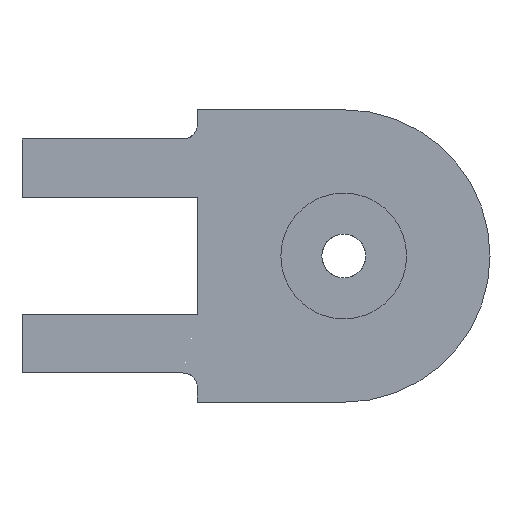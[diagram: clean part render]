
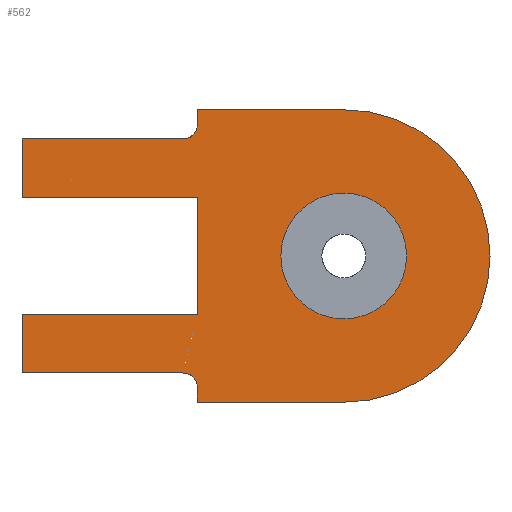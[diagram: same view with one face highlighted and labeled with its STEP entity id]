
A CAD part, front view. The second image highlights one B-rep face of the part: STEP entity #562.
In plain terms, the highlighted planar face has unit normal (0, -1, 0).
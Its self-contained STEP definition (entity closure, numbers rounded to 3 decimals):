
#20 = VECTOR ( 'NONE', #1344, 1000. ) ;
#24 = VECTOR ( 'NONE', #1690, 1000. ) ;
#56 = DIRECTION ( 'NONE',  ( 0., 1., 0. ) ) ;
#57 = CARTESIAN_POINT ( 'NONE',  ( -110., 0., -40. ) ) ;
#79 = CARTESIAN_POINT ( 'NONE',  ( 0., 0., 50. ) ) ;
#80 = EDGE_CURVE ( 'NONE', #1963, #505, #1618, .T. ) ;
#88 = ORIENTED_EDGE ( 'NONE', *, *, #1391, .F. ) ;
#89 = EDGE_LOOP ( 'NONE', ( #2025, #1967 ) ) ;
#103 = CARTESIAN_POINT ( 'NONE',  ( 0., 0., -21.5 ) ) ;
#116 = LINE ( 'NONE', #779, #237 ) ;
#133 = CARTESIAN_POINT ( 'NONE',  ( 0., 0., -50. ) ) ;
#149 = DIRECTION ( 'NONE',  ( 0., 1., 0. ) ) ;
#165 = CARTESIAN_POINT ( 'NONE',  ( 0., 0., 0. ) ) ;
#190 = AXIS2_PLACEMENT_3D ( 'NONE', #740, #56, #1565 ) ;
#234 = CARTESIAN_POINT ( 'NONE',  ( 0., 0., 21.5 ) ) ;
#237 = VECTOR ( 'NONE', #1760, 1000. ) ;
#274 = ORIENTED_EDGE ( 'NONE', *, *, #2032, .F. ) ;
#285 = DIRECTION ( 'NONE',  ( 1., 0., 0. ) ) ;
#289 = CARTESIAN_POINT ( 'NONE',  ( -55., 0., -40. ) ) ;
#309 = DIRECTION ( 'NONE',  ( 1., 0., 0. ) ) ;
#324 = VERTEX_POINT ( 'NONE', #234 ) ;
#325 = DIRECTION ( 'NONE',  ( 0., -1., 0. ) ) ;
#345 = DIRECTION ( 'NONE',  ( 0., 0., -1. ) ) ;
#350 = CARTESIAN_POINT ( 'NONE',  ( -50., 0., 45. ) ) ;
#394 = DIRECTION ( 'NONE',  ( 0., -1., 0. ) ) ;
#396 = LINE ( 'NONE', #1985, #24 ) ;
#399 = CARTESIAN_POINT ( 'NONE',  ( -110., 0., -40. ) ) ;
#400 = EDGE_CURVE ( 'NONE', #505, #1632, #1388, .T. ) ;
#411 = DIRECTION ( 'NONE',  ( 1., 0., 0. ) ) ;
#444 = VECTOR ( 'NONE', #285, 1000. ) ;
#450 = FACE_BOUND ( 'NONE', #89, .T. ) ;
#493 = ORIENTED_EDGE ( 'NONE', *, *, #1463, .F. ) ;
#495 = VERTEX_POINT ( 'NONE', #1293 ) ;
#505 = VERTEX_POINT ( 'NONE', #289 ) ;
#522 = ORIENTED_EDGE ( 'NONE', *, *, #1814, .F. ) ;
#556 = DIRECTION ( 'NONE',  ( 0., 0., 1. ) ) ;
#562 = ADVANCED_FACE ( 'NONE', ( #450, #1764 ), #1315, .F. ) ;
#604 = CARTESIAN_POINT ( 'NONE',  ( -50., 0., 50. ) ) ;
#615 = ORIENTED_EDGE ( 'NONE', *, *, #1239, .F. ) ;
#618 = AXIS2_PLACEMENT_3D ( 'NONE', #1493, #1224, #1591 ) ;
#650 = AXIS2_PLACEMENT_3D ( 'NONE', #1072, #394, #1567 ) ;
#657 = DIRECTION ( 'NONE',  ( 0., 0., 1. ) ) ;
#694 = ORIENTED_EDGE ( 'NONE', *, *, #1623, .T. ) ;
#717 = CARTESIAN_POINT ( 'NONE',  ( -50., 0., 20. ) ) ;
#727 = AXIS2_PLACEMENT_3D ( 'NONE', #1019, #149, #2128 ) ;
#735 = VERTEX_POINT ( 'NONE', #717 ) ;
#740 = CARTESIAN_POINT ( 'NONE',  ( -55., 0., -45. ) ) ;
#779 = CARTESIAN_POINT ( 'NONE',  ( -50., 0., -50. ) ) ;
#797 = DIRECTION ( 'NONE',  ( 0., 1., 0. ) ) ;
#800 = EDGE_CURVE ( 'NONE', #1963, #1259, #1874, .T. ) ;
#818 = DIRECTION ( 'NONE',  ( 0., 0., 1. ) ) ;
#825 = AXIS2_PLACEMENT_3D ( 'NONE', #165, #797, #657 ) ;
#851 = LINE ( 'NONE', #1040, #1713 ) ;
#879 = CARTESIAN_POINT ( 'NONE',  ( -110., 0., -20. ) ) ;
#907 = LINE ( 'NONE', #1560, #444 ) ;
#916 = CARTESIAN_POINT ( 'NONE',  ( -110., 0., -20. ) ) ;
#929 = CIRCLE ( 'NONE', #618, 5. ) ;
#950 = VECTOR ( 'NONE', #309, 1000. ) ;
#975 = ORIENTED_EDGE ( 'NONE', *, *, #1025, .T. ) ;
#989 = EDGE_CURVE ( 'NONE', #2036, #324, #1127, .T. ) ;
#993 = CARTESIAN_POINT ( 'NONE',  ( -110., 0., 20. ) ) ;
#1019 = CARTESIAN_POINT ( 'NONE',  ( 0., 0., 0. ) ) ;
#1025 = EDGE_CURVE ( 'NONE', #1314, #735, #1150, .T. ) ;
#1040 = CARTESIAN_POINT ( 'NONE',  ( -50., 0., -50. ) ) ;
#1057 = DIRECTION ( 'NONE',  ( -1., 0., 0. ) ) ;
#1072 = CARTESIAN_POINT ( 'NONE',  ( 0., 0., 0. ) ) ;
#1085 = EDGE_CURVE ( 'NONE', #1259, #495, #1208, .T. ) ;
#1110 = ORIENTED_EDGE ( 'NONE', *, *, #1324, .F. ) ;
#1127 = CIRCLE ( 'NONE', #1197, 21.5 ) ;
#1142 = CARTESIAN_POINT ( 'NONE',  ( -110., 0., 20. ) ) ;
#1150 = LINE ( 'NONE', #1142, #1265 ) ;
#1197 = AXIS2_PLACEMENT_3D ( 'NONE', #1291, #325, #345 ) ;
#1205 = EDGE_CURVE ( 'NONE', #1657, #1720, #1226, .T. ) ;
#1208 = LINE ( 'NONE', #879, #20 ) ;
#1224 = DIRECTION ( 'NONE',  ( 0., 1., 0. ) ) ;
#1226 = LINE ( 'NONE', #1881, #1230 ) ;
#1230 = VECTOR ( 'NONE', #411, 1000. ) ;
#1239 = EDGE_CURVE ( 'NONE', #1246, #1581, #907, .T. ) ;
#1246 = VERTEX_POINT ( 'NONE', #1731 ) ;
#1252 = ORIENTED_EDGE ( 'NONE', *, *, #1085, .F. ) ;
#1259 = VERTEX_POINT ( 'NONE', #916 ) ;
#1261 = ORIENTED_EDGE ( 'NONE', *, *, #800, .F. ) ;
#1265 = VECTOR ( 'NONE', #1831, 1000. ) ;
#1291 = CARTESIAN_POINT ( 'NONE',  ( 0., 0., 0. ) ) ;
#1292 = ORIENTED_EDGE ( 'NONE', *, *, #400, .T. ) ;
#1293 = CARTESIAN_POINT ( 'NONE',  ( -50., 0., -20. ) ) ;
#1314 = VERTEX_POINT ( 'NONE', #1891 ) ;
#1315 = PLANE ( 'NONE',  #727 ) ;
#1324 = EDGE_CURVE ( 'NONE', #1976, #1657, #116, .T. ) ;
#1342 = CARTESIAN_POINT ( 'NONE',  ( -55., 0., 40. ) ) ;
#1344 = DIRECTION ( 'NONE',  ( 1., 0., 0. ) ) ;
#1375 = ORIENTED_EDGE ( 'NONE', *, *, #1205, .F. ) ;
#1382 = VERTEX_POINT ( 'NONE', #1473 ) ;
#1388 = CIRCLE ( 'NONE', #190, 5. ) ;
#1391 = EDGE_CURVE ( 'NONE', #1314, #1246, #2102, .T. ) ;
#1400 = VECTOR ( 'NONE', #1414, 1000. ) ;
#1404 = CARTESIAN_POINT ( 'NONE',  ( -50., 0., -50. ) ) ;
#1414 = DIRECTION ( 'NONE',  ( 0., 0., 1. ) ) ;
#1425 = CARTESIAN_POINT ( 'NONE',  ( -110., 0., -40. ) ) ;
#1463 = EDGE_CURVE ( 'NONE', #1818, #1382, #851, .T. ) ;
#1473 = CARTESIAN_POINT ( 'NONE',  ( -50., 0., -50. ) ) ;
#1493 = CARTESIAN_POINT ( 'NONE',  ( -55., 0., 45. ) ) ;
#1509 = VECTOR ( 'NONE', #556, 1000. ) ;
#1560 = CARTESIAN_POINT ( 'NONE',  ( -110., 0., 40. ) ) ;
#1565 = DIRECTION ( 'NONE',  ( 0., 0., 1. ) ) ;
#1567 = DIRECTION ( 'NONE',  ( 0., 0., -1. ) ) ;
#1581 = VERTEX_POINT ( 'NONE', #1342 ) ;
#1585 = EDGE_CURVE ( 'NONE', #495, #735, #396, .T. ) ;
#1591 = DIRECTION ( 'NONE',  ( 0., 0., 1. ) ) ;
#1618 = LINE ( 'NONE', #1425, #950 ) ;
#1623 = EDGE_CURVE ( 'NONE', #1976, #1581, #929, .T. ) ;
#1632 = VERTEX_POINT ( 'NONE', #1880 ) ;
#1657 = VERTEX_POINT ( 'NONE', #604 ) ;
#1690 = DIRECTION ( 'NONE',  ( 0., 0., 1. ) ) ;
#1713 = VECTOR ( 'NONE', #1057, 1000. ) ;
#1720 = VERTEX_POINT ( 'NONE', #79 ) ;
#1731 = CARTESIAN_POINT ( 'NONE',  ( -110., 0., 40. ) ) ;
#1745 = CIRCLE ( 'NONE', #650, 21.5 ) ;
#1753 = CIRCLE ( 'NONE', #825, 50. ) ;
#1760 = DIRECTION ( 'NONE',  ( 0., 0., 1. ) ) ;
#1764 = FACE_OUTER_BOUND ( 'NONE', #1832, .T. ) ;
#1807 = ORIENTED_EDGE ( 'NONE', *, *, #80, .T. ) ;
#1814 = EDGE_CURVE ( 'NONE', #1720, #1818, #1753, .T. ) ;
#1818 = VERTEX_POINT ( 'NONE', #133 ) ;
#1831 = DIRECTION ( 'NONE',  ( 1., 0., 0. ) ) ;
#1832 = EDGE_LOOP ( 'NONE', ( #274, #493, #522, #1375, #1110, #694, #615, #88, #975, #2061, #1252, #1261, #1807, #1292 ) ) ;
#1836 = LINE ( 'NONE', #1404, #1400 ) ;
#1852 = VECTOR ( 'NONE', #818, 1000. ) ;
#1874 = LINE ( 'NONE', #399, #1509 ) ;
#1880 = CARTESIAN_POINT ( 'NONE',  ( -50., 0., -45. ) ) ;
#1881 = CARTESIAN_POINT ( 'NONE',  ( -50., 0., 50. ) ) ;
#1891 = CARTESIAN_POINT ( 'NONE',  ( -110., 0., 20. ) ) ;
#1963 = VERTEX_POINT ( 'NONE', #57 ) ;
#1967 = ORIENTED_EDGE ( 'NONE', *, *, #2120, .F. ) ;
#1976 = VERTEX_POINT ( 'NONE', #350 ) ;
#1985 = CARTESIAN_POINT ( 'NONE',  ( -50., 0., -50. ) ) ;
#2025 = ORIENTED_EDGE ( 'NONE', *, *, #989, .F. ) ;
#2032 = EDGE_CURVE ( 'NONE', #1382, #1632, #1836, .T. ) ;
#2036 = VERTEX_POINT ( 'NONE', #103 ) ;
#2061 = ORIENTED_EDGE ( 'NONE', *, *, #1585, .F. ) ;
#2102 = LINE ( 'NONE', #993, #1852 ) ;
#2120 = EDGE_CURVE ( 'NONE', #324, #2036, #1745, .T. ) ;
#2128 = DIRECTION ( 'NONE',  ( 0., 0., 1. ) ) ;
